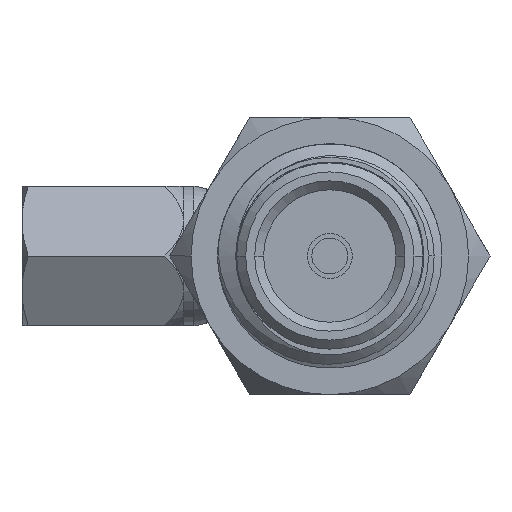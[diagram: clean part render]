
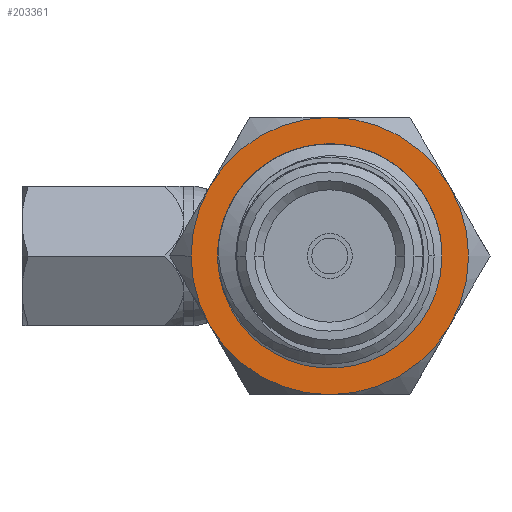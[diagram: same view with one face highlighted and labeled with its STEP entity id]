
A CAD part, front view. The second image highlights one B-rep face of the part: STEP entity #203361.
In plain terms, the highlighted face is planar.
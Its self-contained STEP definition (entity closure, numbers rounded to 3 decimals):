
#1150 = CIRCLE ( 'NONE', #46326, 3.926 ) ;
#1387 = CARTESIAN_POINT ( 'NONE',  ( 6.35, 0., -2.762 ) ) ;
#2660 = DIRECTION ( 'NONE',  ( 0., 0., 1. ) ) ;
#6537 = DIRECTION ( 'NONE',  ( 0., 0., -1. ) ) ;
#8040 = DIRECTION ( 'NONE',  ( 1., 0., 0. ) ) ;
#8144 = ORIENTED_EDGE ( 'NONE', *, *, #189224, .F. ) ;
#10037 = AXIS2_PLACEMENT_3D ( 'NONE', #147757, #99738, #162405 ) ;
#10642 = CARTESIAN_POINT ( 'NONE',  ( 6.35, -3.926, 0. ) ) ;
#14925 = CARTESIAN_POINT ( 'NONE',  ( 6.35, 0., 0. ) ) ;
#15514 = AXIS2_PLACEMENT_3D ( 'NONE', #106606, #45237, #153940 ) ;
#19438 = CIRCLE ( 'NONE', #182947, 3.926 ) ;
#24629 = AXIS2_PLACEMENT_3D ( 'NONE', #75655, #106341, #139009 ) ;
#28206 = EDGE_CURVE ( 'NONE', #191751, #187443, #1150, .T. ) ;
#28676 = CIRCLE ( 'NONE', #109883, 3.926 ) ;
#29542 = DIRECTION ( 'NONE',  ( 0., 0., -1. ) ) ;
#29980 = CARTESIAN_POINT ( 'NONE',  ( 6.35, 1.963, -3.4 ) ) ;
#32093 = ORIENTED_EDGE ( 'NONE', *, *, #139232, .F. ) ;
#34294 = VERTEX_POINT ( 'NONE', #10642 ) ;
#35575 = VERTEX_POINT ( 'NONE', #46803 ) ;
#36744 = ORIENTED_EDGE ( 'NONE', *, *, #28206, .F. ) ;
#39018 = FACE_OUTER_BOUND ( 'NONE', #98590, .T. ) ;
#40335 = CARTESIAN_POINT ( 'NONE',  ( 6.35, -1.963, 3.4 ) ) ;
#41599 = FACE_BOUND ( 'NONE', #43746, .T. ) ;
#42743 = VERTEX_POINT ( 'NONE', #1387 ) ;
#43746 = EDGE_LOOP ( 'NONE', ( #85158, #151178 ) ) ;
#44749 = VERTEX_POINT ( 'NONE', #125431 ) ;
#45237 = DIRECTION ( 'NONE',  ( 1., 0., 0. ) ) ;
#46326 = AXIS2_PLACEMENT_3D ( 'NONE', #113696, #100480, #116458 ) ;
#46803 = CARTESIAN_POINT ( 'NONE',  ( 6.35, 3.926, 0. ) ) ;
#69330 = CARTESIAN_POINT ( 'NONE',  ( 6.35, 0., 0. ) ) ;
#72033 = CARTESIAN_POINT ( 'NONE',  ( 6.35, 0., 0. ) ) ;
#74319 = CIRCLE ( 'NONE', #10037, 3.926 ) ;
#75655 = CARTESIAN_POINT ( 'NONE',  ( 6.35, 0., 0. ) ) ;
#79618 = ORIENTED_EDGE ( 'NONE', *, *, #138945, .T. ) ;
#81841 = EDGE_CURVE ( 'NONE', #187443, #142451, #19438, .T. ) ;
#83171 = PLANE ( 'NONE',  #131613 ) ;
#85158 = ORIENTED_EDGE ( 'NONE', *, *, #85566, .T. ) ;
#85566 = EDGE_CURVE ( 'NONE', #42743, #44749, #126034, .T. ) ;
#86006 = DIRECTION ( 'NONE',  ( 0., 0., -1. ) ) ;
#91026 = CIRCLE ( 'NONE', #120606, 3.926 ) ;
#94079 = CIRCLE ( 'NONE', #140823, 3.926 ) ;
#94275 = DIRECTION ( 'NONE',  ( 0., 0., -1. ) ) ;
#97321 = CARTESIAN_POINT ( 'NONE',  ( 6.35, 0., 0. ) ) ;
#98590 = EDGE_LOOP ( 'NONE', ( #192023, #8144, #32093, #154938, #186332, #36744, #79618 ) ) ;
#99738 = DIRECTION ( 'NONE',  ( 1., 0., 0. ) ) ;
#100480 = DIRECTION ( 'NONE',  ( 1., 0., 0. ) ) ;
#100946 = CARTESIAN_POINT ( 'NONE',  ( 6.35, 0., 3.926 ) ) ;
#106341 = DIRECTION ( 'NONE',  ( 1., 0., 0. ) ) ;
#106606 = CARTESIAN_POINT ( 'NONE',  ( 6.35, 0., 0. ) ) ;
#106677 = EDGE_CURVE ( 'NONE', #44749, #42743, #190164, .T. ) ;
#109883 = AXIS2_PLACEMENT_3D ( 'NONE', #97321, #143242, #2660 ) ;
#113696 = CARTESIAN_POINT ( 'NONE',  ( 6.35, 0., 0. ) ) ;
#116458 = DIRECTION ( 'NONE',  ( 0., 0., -1. ) ) ;
#118161 = EDGE_CURVE ( 'NONE', #142451, #34294, #74319, .T. ) ;
#118728 = EDGE_CURVE ( 'NONE', #173645, #35575, #191039, .T. ) ;
#120606 = AXIS2_PLACEMENT_3D ( 'NONE', #142996, #189544, #29542 ) ;
#125431 = CARTESIAN_POINT ( 'NONE',  ( 6.35, 0., 2.762 ) ) ;
#126034 = CIRCLE ( 'NONE', #191464, 2.762 ) ;
#131613 = AXIS2_PLACEMENT_3D ( 'NONE', #150626, #168609, #6537 ) ;
#138945 = EDGE_CURVE ( 'NONE', #191751, #35575, #28676, .T. ) ;
#139009 = DIRECTION ( 'NONE',  ( 0., 0., -1. ) ) ;
#139070 = CARTESIAN_POINT ( 'NONE',  ( 6.35, -1.963, -3.4 ) ) ;
#139232 = EDGE_CURVE ( 'NONE', #34294, #187812, #91026, .T. ) ;
#140823 = AXIS2_PLACEMENT_3D ( 'NONE', #14925, #158994, #94275 ) ;
#142451 = VERTEX_POINT ( 'NONE', #40335 ) ;
#142996 = CARTESIAN_POINT ( 'NONE',  ( 6.35, 0., 0. ) ) ;
#143242 = DIRECTION ( 'NONE',  ( -1., 0., 0. ) ) ;
#145778 = CARTESIAN_POINT ( 'NONE',  ( 6.35, 1.963, 3.4 ) ) ;
#147757 = CARTESIAN_POINT ( 'NONE',  ( 6.35, 0., 0. ) ) ;
#150626 = CARTESIAN_POINT ( 'NONE',  ( 6.35, 2.635, 0. ) ) ;
#151178 = ORIENTED_EDGE ( 'NONE', *, *, #106677, .T. ) ;
#153940 = DIRECTION ( 'NONE',  ( 0., 0., -1. ) ) ;
#154938 = ORIENTED_EDGE ( 'NONE', *, *, #118161, .F. ) ;
#158994 = DIRECTION ( 'NONE',  ( 1., 0., 0. ) ) ;
#162405 = DIRECTION ( 'NONE',  ( 0., 0., -1. ) ) ;
#168609 = DIRECTION ( 'NONE',  ( 1., 0., 0. ) ) ;
#173645 = VERTEX_POINT ( 'NONE', #29980 ) ;
#181256 = DIRECTION ( 'NONE',  ( 0., 0., -1. ) ) ;
#182947 = AXIS2_PLACEMENT_3D ( 'NONE', #69330, #8040, #181256 ) ;
#186332 = ORIENTED_EDGE ( 'NONE', *, *, #81841, .F. ) ;
#187443 = VERTEX_POINT ( 'NONE', #100946 ) ;
#187812 = VERTEX_POINT ( 'NONE', #139070 ) ;
#189224 = EDGE_CURVE ( 'NONE', #187812, #173645, #94079, .T. ) ;
#189544 = DIRECTION ( 'NONE',  ( 1., 0., 0. ) ) ;
#190164 = CIRCLE ( 'NONE', #15514, 2.762 ) ;
#191039 = CIRCLE ( 'NONE', #24629, 3.926 ) ;
#191464 = AXIS2_PLACEMENT_3D ( 'NONE', #72033, #197872, #86006 ) ;
#191751 = VERTEX_POINT ( 'NONE', #145778 ) ;
#192023 = ORIENTED_EDGE ( 'NONE', *, *, #118728, .F. ) ;
#197872 = DIRECTION ( 'NONE',  ( 1., 0., 0. ) ) ;
#203361 = ADVANCED_FACE ( 'NONE', ( #41599, #39018 ), #83171, .F. ) ;
